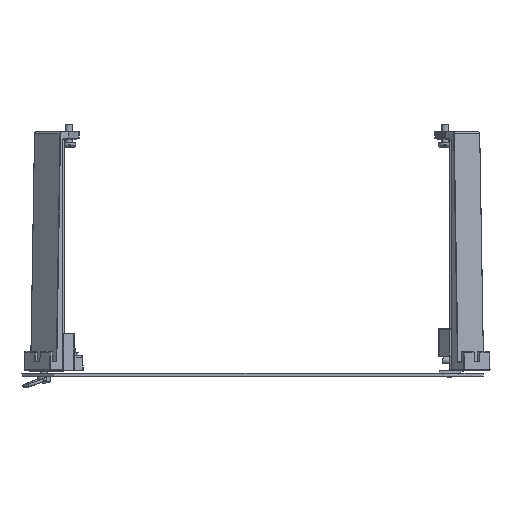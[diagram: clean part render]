
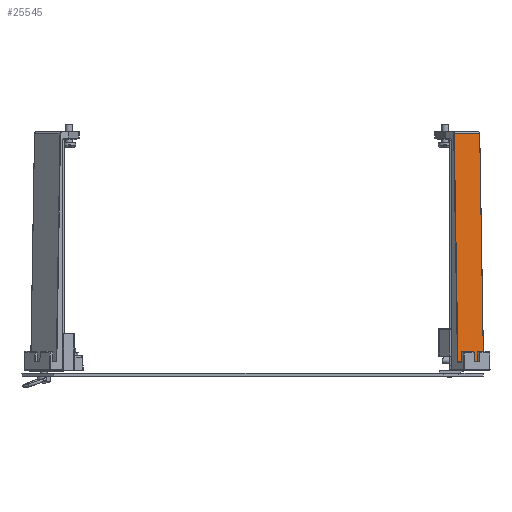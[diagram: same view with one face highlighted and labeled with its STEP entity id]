
A CAD part, front view. The second image highlights one B-rep face of the part: STEP entity #25545.
In plain terms, the highlighted planar face has unit normal (0.707, -0.707, 0.023).
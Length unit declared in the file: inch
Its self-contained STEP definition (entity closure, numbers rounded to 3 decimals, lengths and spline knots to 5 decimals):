
#15 = EDGE_CURVE ( 'NONE', #25273, #6745, #17633, .T. ) ;
#104 = VECTOR ( 'NONE', #34858, 39.37008 ) ;
#470 = DIRECTION ( 'NONE',  ( -0.016, 0.016, 1. ) ) ;
#6641 = EDGE_CURVE ( 'NONE', #6745, #17197, #59672, .T. ) ;
#6745 = VERTEX_POINT ( 'NONE', #80154 ) ;
#8814 = CARTESIAN_POINT ( 'NONE',  ( 5.36824, -7.06121, -0.531 ) ) ;
#15327 = VECTOR ( 'NONE', #69230, 39.37008 ) ;
#17197 = VERTEX_POINT ( 'NONE', #32698 ) ;
#17633 = LINE ( 'NONE', #35270, #65380 ) ;
#19874 = EDGE_LOOP ( 'NONE', ( #21391, #73104, #78704, #58371 ) ) ;
#20403 = EDGE_CURVE ( 'NONE', #80618, #25273, #25773, .T. ) ;
#21391 = ORIENTED_EDGE ( 'NONE', *, *, #15, .T. ) ;
#22889 = CARTESIAN_POINT ( 'NONE',  ( 6.06217, -6.36921, -0.58961 ) ) ;
#25273 = VERTEX_POINT ( 'NONE', #22889 ) ;
#25545 = ADVANCED_FACE ( 'NONE', ( #32827 ), #76480, .T. ) ;
#25773 = LINE ( 'NONE', #30859, #72520 ) ;
#27212 = EDGE_CURVE ( 'NONE', #17197, #80618, #42772, .T. ) ;
#30859 = CARTESIAN_POINT ( 'NONE',  ( 6.06121, -6.36824, -0.531 ) ) ;
#32410 = DIRECTION ( 'NONE',  ( 0.707, -0.707, 0.023 ) ) ;
#32698 = CARTESIAN_POINT ( 'NONE',  ( 5.47115, -7.16411, -6.799 ) ) ;
#32827 = FACE_OUTER_BOUND ( 'NONE', #19874, .T. ) ;
#34858 = DIRECTION ( 'NONE',  ( 0.016, -0.016, -1. ) ) ;
#35270 = CARTESIAN_POINT ( 'NONE',  ( 5.71569, -6.71569, -0.58961 ) ) ;
#36904 = CARTESIAN_POINT ( 'NONE',  ( 5.81763, -6.81763, -6.799 ) ) ;
#37479 = CARTESIAN_POINT ( 'NONE',  ( 5.71473, -6.71473, -0.531 ) ) ;
#42772 = LINE ( 'NONE', #36904, #15327 ) ;
#44660 = DIRECTION ( 'NONE',  ( -0.016, 0.016, 1. ) ) ;
#50409 = DIRECTION ( 'NONE',  ( -0.707, -0.707, 0. ) ) ;
#58371 = ORIENTED_EDGE ( 'NONE', *, *, #20403, .T. ) ;
#59672 = LINE ( 'NONE', #8814, #104 ) ;
#62055 = AXIS2_PLACEMENT_3D ( 'NONE', #37479, #32410, #470 ) ;
#65380 = VECTOR ( 'NONE', #50409, 39.37008 ) ;
#69230 = DIRECTION ( 'NONE',  ( 0.707, 0.707, 0. ) ) ;
#72520 = VECTOR ( 'NONE', #44660, 39.37008 ) ;
#73104 = ORIENTED_EDGE ( 'NONE', *, *, #6641, .T. ) ;
#73122 = CARTESIAN_POINT ( 'NONE',  ( 6.16411, -6.47115, -6.799 ) ) ;
#76480 = PLANE ( 'NONE',  #62055 ) ;
#78704 = ORIENTED_EDGE ( 'NONE', *, *, #27212, .T. ) ;
#80154 = CARTESIAN_POINT ( 'NONE',  ( 5.36921, -7.06217, -0.58961 ) ) ;
#80618 = VERTEX_POINT ( 'NONE', #73122 ) ;
